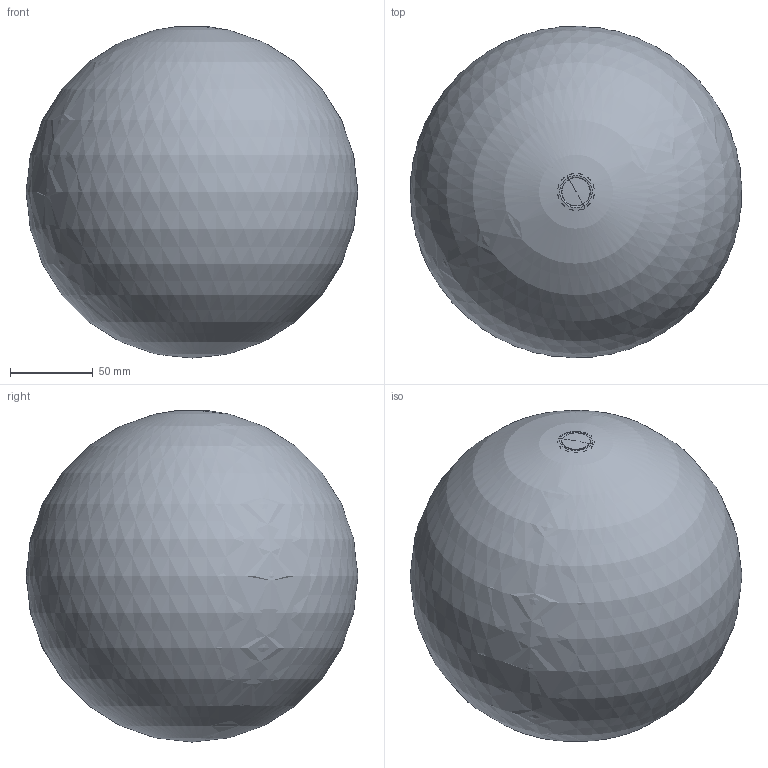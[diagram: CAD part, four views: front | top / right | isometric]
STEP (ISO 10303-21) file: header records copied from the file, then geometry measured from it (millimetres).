
FILE_DESCRIPTION((''),'2;1');
FILE_NAME('145437_H20_ALLCATPART_SW0001','2017-06-23T',('sparenzan'),(''),'CREO PARAMETRIC BY PTC INC, 2016050','CREO PARAMETRIC BY PTC INC, 2016050','');
FILE_SCHEMA(('CONFIG_CONTROL_DESIGN'));
Products named in the file (1): 145437_H20_ALLCATPART_SW0001
Bounding box: 199.88 x 199.94 x 200 mm (x, y, z)
Surface area: 332270.4 mm2 (no closed solid volume)
Topology: 0 solids, 0 shells, 1715 faces, 8018 edges, 7820 vertices
Faces by surface type: bspline 1487, torus 152, sphere 76
Entity records: 163762 total; most frequent: CARTESIAN_POINT 98258, DIRECTION 9483, TRIMMED_CURVE 7860, DEFINITIONAL_REPRESENTATION 7686, PCURVE 7686, COMPOSITE_CURVE_SEGMENT 7686, VECTOR 6693, LINE 6693
